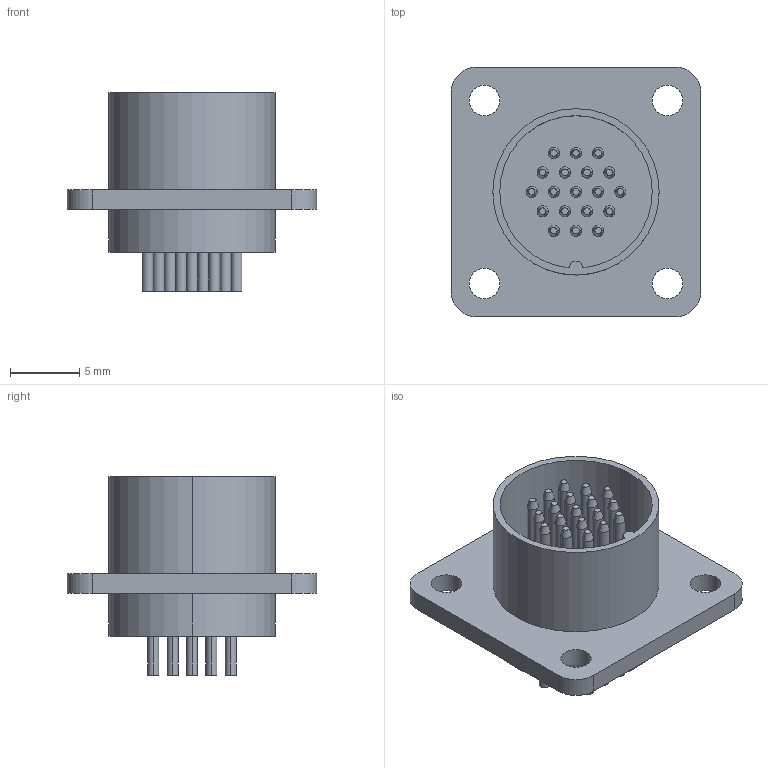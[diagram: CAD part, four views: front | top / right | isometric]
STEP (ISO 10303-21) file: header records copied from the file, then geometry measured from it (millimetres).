
FILE_DESCRIPTION (( 'STEP AP214' ), '1' );
FILE_NAME ('MP1-19-1.STEP', '2017-05-12T14:37:55', ( '' ), ( '' ), 'SwSTEP 2.0', 'SolidWorks 2013', '' );
FILE_SCHEMA (( 'AUTOMOTIVE_DESIGN' ));
Length unit declared in the file: millimetre
Products named in the file (1): MP1-19-1
Bounding box: 18 x 18 x 14.3 mm (x, y, z)
Volume: 716.6 mm3; surface area: 2252 mm2
Topology: 1 solids, 1 shells, 243 faces, 502 edges, 322 vertices
Faces by surface type: cylinder 138, plane 67, cone 38
Entity records: 9269 total; most frequent: DIRECTION 1304, CARTESIAN_POINT 1068, ORIENTED_EDGE 1004, AXIS2_PLACEMENT_3D 558, EDGE_CURVE 502, VERTEX_POINT 322, CIRCLE 314, EDGE_LOOP 312
